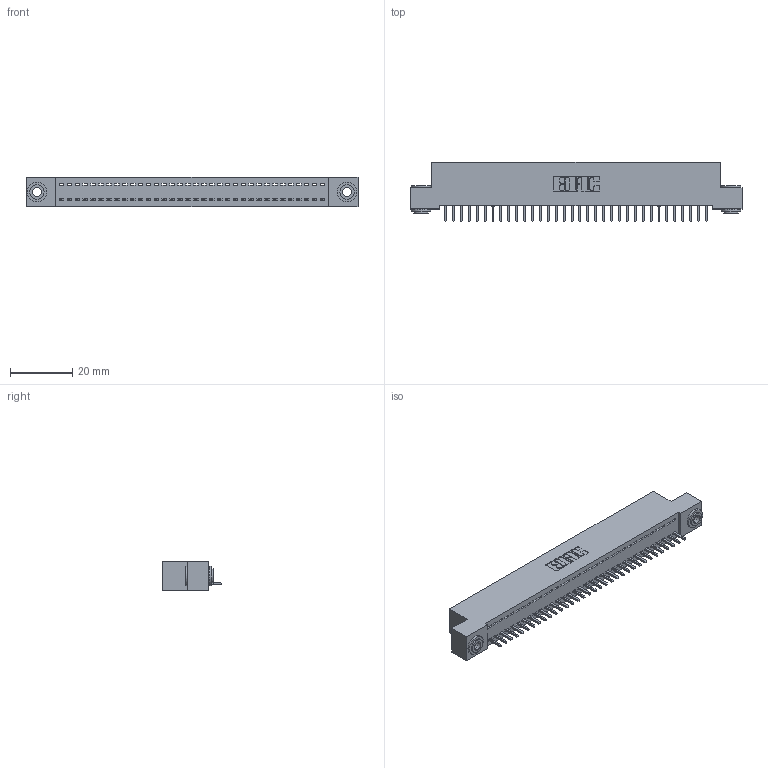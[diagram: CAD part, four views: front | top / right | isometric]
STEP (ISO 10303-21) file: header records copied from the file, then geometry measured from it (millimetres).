
FILE_DESCRIPTION (( 'STEP AP203' ), '1' );
FILE_NAME ('392-034-521-103.STEP', '2018-08-16T01:14:01', ( '' ), ( '' ), 'SwSTEP 2.0', 'SolidWorks 2016', '' );
FILE_SCHEMA (( 'CONFIG_CONTROL_DESIGN' ));
Length unit declared in the file: inch
Products named in the file (4): 342-250-002_345-250-002-102; 392-034-521-103; 342 Part_.156 TH; 345-292-001_345-293-121
Assembly tree (37 placements, depth 2):
  392-034-521-103
    342 Part_.156 TH
    345-292-001_345-293-121  x34
    342-250-002_345-250-002-102  x2
Bounding box: 106.68 x 19.06 x 9.4 mm (x, y, z)
Volume: 9250.3 mm3; surface area: 13289.2 mm2
Topology: 37 solids, 37 shells, 2120 faces, 6359 edges, 4190 vertices
Faces by surface type: plane 1504, cylinder 608, cone 8
Entity records: 22356 total; most frequent: CARTESIAN_POINT 3835, ORIENTED_EDGE 3798, DIRECTION 3285, EDGE_CURVE 1899, LINE 1747, VECTOR 1747, VERTEX_POINT 1262, AXIS2_PLACEMENT_3D 769
